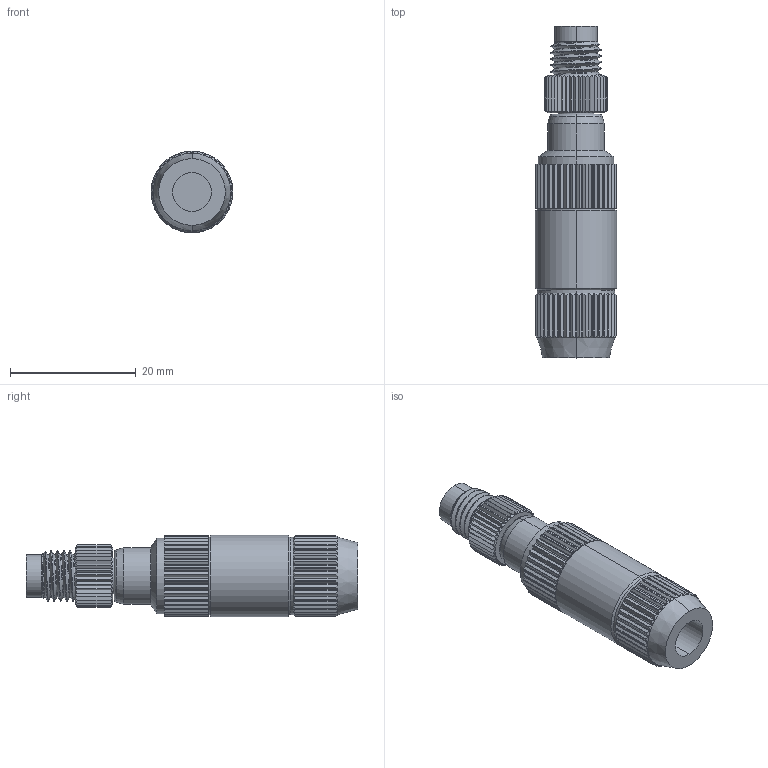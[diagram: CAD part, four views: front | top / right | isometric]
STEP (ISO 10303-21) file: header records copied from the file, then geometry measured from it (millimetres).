
FILE_DESCRIPTION (( 'STEP AP214' ), '1' );
FILE_NAME ('7000-08341-0000000.step', '2016-05-09T18:43:19', ( '' ), ( '' ), 'SwSTEP 2.0', 'SolidWorks 2015', '' );
FILE_SCHEMA (( 'AUTOMOTIVE_DESIGN' ));
Length unit declared in the file: millimetre
Products named in the file (1): 7000-08341-0000000
Bounding box: 13 x 52.8 x 13 mm (x, y, z)
Volume: 4465.9 mm3; surface area: 3020.6 mm2
Topology: 1 solids, 2 shells, 595 faces, 1563 edges, 981 vertices
Faces by surface type: plane 368, cylinder 116, cone 98, bspline 7, sphere 4, torus 2
Entity records: 22903 total; most frequent: CARTESIAN_POINT 7055, ORIENTED_EDGE 3102, DIRECTION 2674, EDGE_CURVE 1551, VERTEX_POINT 973, AXIS2_PLACEMENT_3D 938, VECTOR 798, LINE 798
